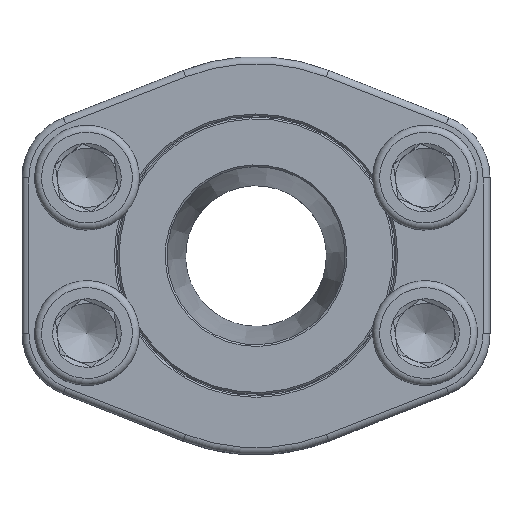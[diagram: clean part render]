
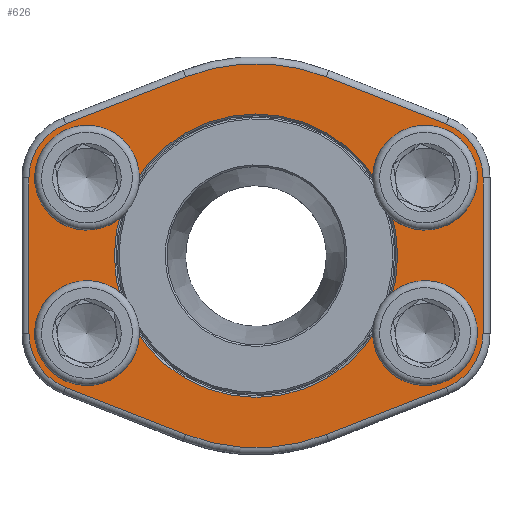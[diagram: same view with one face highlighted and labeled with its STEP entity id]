
A CAD part, top view. The second image highlights one B-rep face of the part: STEP entity #626.
In plain terms, the highlighted face is planar.
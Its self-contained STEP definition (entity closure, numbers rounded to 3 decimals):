
#224=LINE('',#3704,#284);
#225=LINE('',#3709,#285);
#226=LINE('',#3713,#286);
#227=LINE('',#3717,#287);
#228=LINE('',#3721,#288);
#229=LINE('',#3725,#289);
#284=VECTOR('',#2846,1.);
#285=VECTOR('',#2849,1.);
#286=VECTOR('',#2852,1.);
#287=VECTOR('',#2855,1.);
#288=VECTOR('',#2858,1.);
#289=VECTOR('',#2861,1.);
#484=FACE_BOUND('',#929,.T.);
#485=FACE_BOUND('',#930,.T.);
#486=FACE_BOUND('',#931,.T.);
#487=FACE_BOUND('',#932,.T.);
#488=FACE_BOUND('',#933,.T.);
#489=FACE_BOUND('',#934,.T.);
#626=ADVANCED_FACE('',(#484,#485,#486,#487,#488,#489),#743,.T.);
#743=PLANE('',#2355);
#929=EDGE_LOOP('',(#1314));
#930=EDGE_LOOP('',(#1315));
#931=EDGE_LOOP('',(#1316));
#932=EDGE_LOOP('',(#1317));
#933=EDGE_LOOP('',(#1318,#1319,#1320,#1321,#1322,#1323,#1324,#1325,#1326,
#1327,#1328,#1329));
#934=EDGE_LOOP('',(#1330));
#1314=ORIENTED_EDGE('',*,*,#1939,.T.);
#1315=ORIENTED_EDGE('',*,*,#1940,.T.);
#1316=ORIENTED_EDGE('',*,*,#1941,.T.);
#1317=ORIENTED_EDGE('',*,*,#1942,.T.);
#1318=ORIENTED_EDGE('',*,*,#1943,.T.);
#1319=ORIENTED_EDGE('',*,*,#1944,.T.);
#1320=ORIENTED_EDGE('',*,*,#1945,.T.);
#1321=ORIENTED_EDGE('',*,*,#1946,.T.);
#1322=ORIENTED_EDGE('',*,*,#1947,.T.);
#1323=ORIENTED_EDGE('',*,*,#1948,.T.);
#1324=ORIENTED_EDGE('',*,*,#1949,.T.);
#1325=ORIENTED_EDGE('',*,*,#1950,.T.);
#1326=ORIENTED_EDGE('',*,*,#1951,.T.);
#1327=ORIENTED_EDGE('',*,*,#1952,.T.);
#1328=ORIENTED_EDGE('',*,*,#1953,.T.);
#1329=ORIENTED_EDGE('',*,*,#1954,.T.);
#1330=ORIENTED_EDGE('',*,*,#1955,.T.);
#1718=VERTEX_POINT('',#3697);
#1719=VERTEX_POINT('',#3699);
#1720=VERTEX_POINT('',#3701);
#1721=VERTEX_POINT('',#3703);
#1722=VERTEX_POINT('',#3705);
#1723=VERTEX_POINT('',#3706);
#1724=VERTEX_POINT('',#3708);
#1725=VERTEX_POINT('',#3710);
#1726=VERTEX_POINT('',#3712);
#1727=VERTEX_POINT('',#3714);
#1728=VERTEX_POINT('',#3716);
#1729=VERTEX_POINT('',#3718);
#1730=VERTEX_POINT('',#3720);
#1731=VERTEX_POINT('',#3722);
#1732=VERTEX_POINT('',#3724);
#1733=VERTEX_POINT('',#3726);
#1734=VERTEX_POINT('',#3729);
#1939=EDGE_CURVE('',#1718,#1718,#2120,.T.);
#1940=EDGE_CURVE('',#1719,#1719,#2121,.T.);
#1941=EDGE_CURVE('',#1720,#1720,#2122,.T.);
#1942=EDGE_CURVE('',#1721,#1721,#2123,.T.);
#1943=EDGE_CURVE('',#1722,#1723,#224,.T.);
#1944=EDGE_CURVE('',#1723,#1724,#2124,.T.);
#1945=EDGE_CURVE('',#1724,#1725,#225,.T.);
#1946=EDGE_CURVE('',#1725,#1726,#2125,.T.);
#1947=EDGE_CURVE('',#1726,#1727,#226,.T.);
#1948=EDGE_CURVE('',#1727,#1728,#2126,.T.);
#1949=EDGE_CURVE('',#1728,#1729,#227,.T.);
#1950=EDGE_CURVE('',#1729,#1730,#2127,.T.);
#1951=EDGE_CURVE('',#1730,#1731,#228,.T.);
#1952=EDGE_CURVE('',#1731,#1732,#2128,.T.);
#1953=EDGE_CURVE('',#1732,#1733,#229,.T.);
#1954=EDGE_CURVE('',#1733,#1722,#2129,.T.);
#1955=EDGE_CURVE('',#1734,#1734,#2130,.T.);
#2120=CIRCLE('',#2344,11.);
#2121=CIRCLE('',#2345,11.);
#2122=CIRCLE('',#2346,11.);
#2123=CIRCLE('',#2347,11.);
#2124=CIRCLE('',#2348,16.6);
#2125=CIRCLE('',#2349,16.6);
#2126=CIRCLE('',#2350,55.);
#2127=CIRCLE('',#2351,16.6);
#2128=CIRCLE('',#2352,16.6);
#2129=CIRCLE('',#2353,55.);
#2130=CIRCLE('',#2354,40.575);
#2344=AXIS2_PLACEMENT_3D('',#3696,#2838,#2839);
#2345=AXIS2_PLACEMENT_3D('',#3698,#2840,#2841);
#2346=AXIS2_PLACEMENT_3D('',#3700,#2842,#2843);
#2347=AXIS2_PLACEMENT_3D('',#3702,#2844,#2845);
#2348=AXIS2_PLACEMENT_3D('',#3707,#2847,#2848);
#2349=AXIS2_PLACEMENT_3D('',#3711,#2850,#2851);
#2350=AXIS2_PLACEMENT_3D('',#3715,#2853,#2854);
#2351=AXIS2_PLACEMENT_3D('',#3719,#2856,#2857);
#2352=AXIS2_PLACEMENT_3D('',#3723,#2859,#2860);
#2353=AXIS2_PLACEMENT_3D('',#3727,#2862,#2863);
#2354=AXIS2_PLACEMENT_3D('',#3728,#2864,#2865);
#2355=AXIS2_PLACEMENT_3D('',#3730,#2866,#2867);
#2838=DIRECTION('',(0.,0.,1.));
#2839=DIRECTION('',(-1.,0.,0.));
#2840=DIRECTION('',(0.,0.,1.));
#2841=DIRECTION('',(-1.,0.,0.));
#2842=DIRECTION('',(0.,0.,1.));
#2843=DIRECTION('',(-1.,0.,0.));
#2844=DIRECTION('',(0.,0.,1.));
#2845=DIRECTION('',(-1.,0.,0.));
#2846=DIRECTION('',(-0.931,0.365,0.));
#2847=DIRECTION('',(0.,0.,-1.));
#2848=DIRECTION('',(-1.,0.,0.));
#2849=DIRECTION('',(0.,1.,0.));
#2850=DIRECTION('',(0.,0.,-1.));
#2851=DIRECTION('',(-1.,0.,0.));
#2852=DIRECTION('',(0.931,0.365,0.));
#2853=DIRECTION('',(0.,0.,-1.));
#2854=DIRECTION('',(-1.,0.,0.));
#2855=DIRECTION('',(0.931,-0.365,0.));
#2856=DIRECTION('',(0.,0.,-1.));
#2857=DIRECTION('',(-1.,0.,0.));
#2858=DIRECTION('',(0.,-1.,0.));
#2859=DIRECTION('',(0.,0.,-1.));
#2860=DIRECTION('',(-1.,0.,0.));
#2861=DIRECTION('',(-0.931,-0.365,0.));
#2862=DIRECTION('',(0.,0.,-1.));
#2863=DIRECTION('',(-1.,0.,0.));
#2864=DIRECTION('',(0.,0.,1.));
#2865=DIRECTION('',(-1.,0.,0.));
#2866=DIRECTION('',(0.,0.,-1.));
#2867=DIRECTION('',(-1.,0.,0.));
#3696=CARTESIAN_POINT('',(48.4,-22.25,0.));
#3697=CARTESIAN_POINT('',(37.4,-22.25,0.));
#3698=CARTESIAN_POINT('',(48.4,22.25,0.));
#3699=CARTESIAN_POINT('',(37.4,22.25,0.));
#3700=CARTESIAN_POINT('',(-48.4,22.25,0.));
#3701=CARTESIAN_POINT('',(-59.4,22.25,0.));
#3702=CARTESIAN_POINT('',(-48.4,-22.25,0.));
#3703=CARTESIAN_POINT('',(-59.4,-22.25,0.));
#3704=CARTESIAN_POINT('',(29.403,-70.633,0.));
#3705=CARTESIAN_POINT('',(-20.101,-51.195,0.));
#3706=CARTESIAN_POINT('',(-54.467,-37.702,0.));
#3707=CARTESIAN_POINT('',(-48.4,-22.25,0.));
#3708=CARTESIAN_POINT('',(-65.,-22.25,0.));
#3709=CARTESIAN_POINT('',(-65.,-22.25,0.));
#3710=CARTESIAN_POINT('',(-65.,22.25,0.));
#3711=CARTESIAN_POINT('',(-48.4,22.25,0.));
#3712=CARTESIAN_POINT('',(-54.467,37.702,0.));
#3713=CARTESIAN_POINT('',(14.264,64.688,0.));
#3714=CARTESIAN_POINT('',(-20.101,51.195,0.));
#3715=CARTESIAN_POINT('',(0.,0.,0.));
#3716=CARTESIAN_POINT('',(20.101,51.195,0.));
#3717=CARTESIAN_POINT('',(69.606,31.757,0.));
#3718=CARTESIAN_POINT('',(54.467,37.702,0.));
#3719=CARTESIAN_POINT('',(48.4,22.25,0.));
#3720=CARTESIAN_POINT('',(65.,22.25,0.));
#3721=CARTESIAN_POINT('',(65.,-22.25,0.));
#3722=CARTESIAN_POINT('',(65.,-22.25,0.));
#3723=CARTESIAN_POINT('',(48.4,-22.25,0.));
#3724=CARTESIAN_POINT('',(54.467,-37.702,0.));
#3725=CARTESIAN_POINT('',(54.467,-37.702,0.));
#3726=CARTESIAN_POINT('',(20.101,-51.195,0.));
#3727=CARTESIAN_POINT('',(0.,0.,0.));
#3728=CARTESIAN_POINT('',(0.,0.,0.));
#3729=CARTESIAN_POINT('',(-40.575,0.,0.));
#3730=CARTESIAN_POINT('',(48.4,-22.25,0.));
